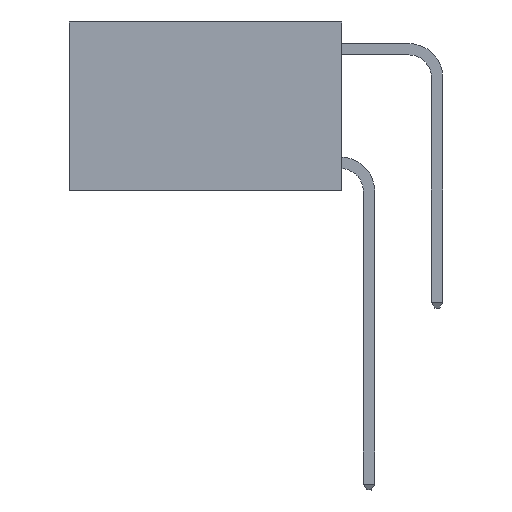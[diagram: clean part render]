
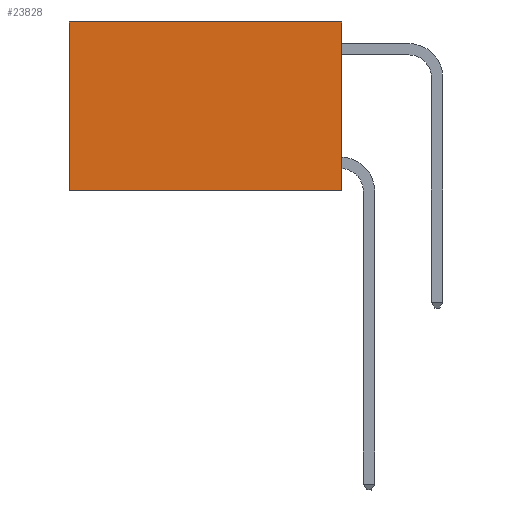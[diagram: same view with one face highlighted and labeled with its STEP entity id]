
A CAD part, left-side view. The second image highlights one B-rep face of the part: STEP entity #23828.
In plain terms, the highlighted planar face has unit normal (-1, 0, 0).
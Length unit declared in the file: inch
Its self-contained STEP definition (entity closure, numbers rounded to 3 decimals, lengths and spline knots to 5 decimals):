
#704 = DIRECTION ( 'NONE',  ( 0., 0., -1. ) ) ;
#1466 = CARTESIAN_POINT ( 'NONE',  ( 0.2625, 0., 0. ) ) ;
#2508 = CARTESIAN_POINT ( 'NONE',  ( 0.2625, 0., 0. ) ) ;
#5097 = EDGE_LOOP ( 'NONE', ( #13862, #11548, #8114, #10321 ) ) ;
#5855 = CARTESIAN_POINT ( 'NONE',  ( 0.2625, 0.6, -0.37 ) ) ;
#6339 = DIRECTION ( 'NONE',  ( 0., 1., 0. ) ) ;
#8078 = VECTOR ( 'NONE', #704, 39.37008 ) ;
#8114 = ORIENTED_EDGE ( 'NONE', *, *, #27300, .F. ) ;
#8216 = DIRECTION ( 'NONE',  ( 1., 0., 0. ) ) ;
#8243 = VERTEX_POINT ( 'NONE', #5855 ) ;
#10119 = PLANE ( 'NONE',  #24563 ) ;
#10321 = ORIENTED_EDGE ( 'NONE', *, *, #24632, .T. ) ;
#10400 = LINE ( 'NONE', #12911, #23439 ) ;
#11174 = DIRECTION ( 'NONE',  ( 0., 1., 0. ) ) ;
#11548 = ORIENTED_EDGE ( 'NONE', *, *, #23399, .F. ) ;
#12332 = DIRECTION ( 'NONE',  ( 0., 0., -1. ) ) ;
#12733 = VECTOR ( 'NONE', #11174, 39.37008 ) ;
#12911 = CARTESIAN_POINT ( 'NONE',  ( 0.2625, 0., -0.37 ) ) ;
#13599 = CARTESIAN_POINT ( 'NONE',  ( 0.2625, 0., 0. ) ) ;
#13862 = ORIENTED_EDGE ( 'NONE', *, *, #28173, .T. ) ;
#14868 = VERTEX_POINT ( 'NONE', #27863 ) ;
#16494 = LINE ( 'NONE', #2508, #12733 ) ;
#16855 = VERTEX_POINT ( 'NONE', #20719 ) ;
#18961 = FACE_OUTER_BOUND ( 'NONE', #5097, .T. ) ;
#20166 = CARTESIAN_POINT ( 'NONE',  ( 0.2625, 0., 0. ) ) ;
#20719 = CARTESIAN_POINT ( 'NONE',  ( 0.2625, 0., -0.37 ) ) ;
#20996 = LINE ( 'NONE', #23263, #25831 ) ;
#23263 = CARTESIAN_POINT ( 'NONE',  ( 0.2625, 0.6, 0. ) ) ;
#23399 = EDGE_CURVE ( 'NONE', #16855, #8243, #10400, .T. ) ;
#23439 = VECTOR ( 'NONE', #6339, 39.37008 ) ;
#23828 = ADVANCED_FACE ( 'NONE', ( #18961 ), #10119, .F. ) ;
#24563 = AXIS2_PLACEMENT_3D ( 'NONE', #1466, #8216, #12332 ) ;
#24632 = EDGE_CURVE ( 'NONE', #26073, #14868, #16494, .T. ) ;
#24887 = LINE ( 'NONE', #13599, #8078 ) ;
#25365 = DIRECTION ( 'NONE',  ( 0., 0., -1. ) ) ;
#25831 = VECTOR ( 'NONE', #25365, 39.37008 ) ;
#26073 = VERTEX_POINT ( 'NONE', #20166 ) ;
#27300 = EDGE_CURVE ( 'NONE', #26073, #16855, #24887, .T. ) ;
#27863 = CARTESIAN_POINT ( 'NONE',  ( 0.2625, 0.6, 0. ) ) ;
#28173 = EDGE_CURVE ( 'NONE', #14868, #8243, #20996, .T. ) ;
